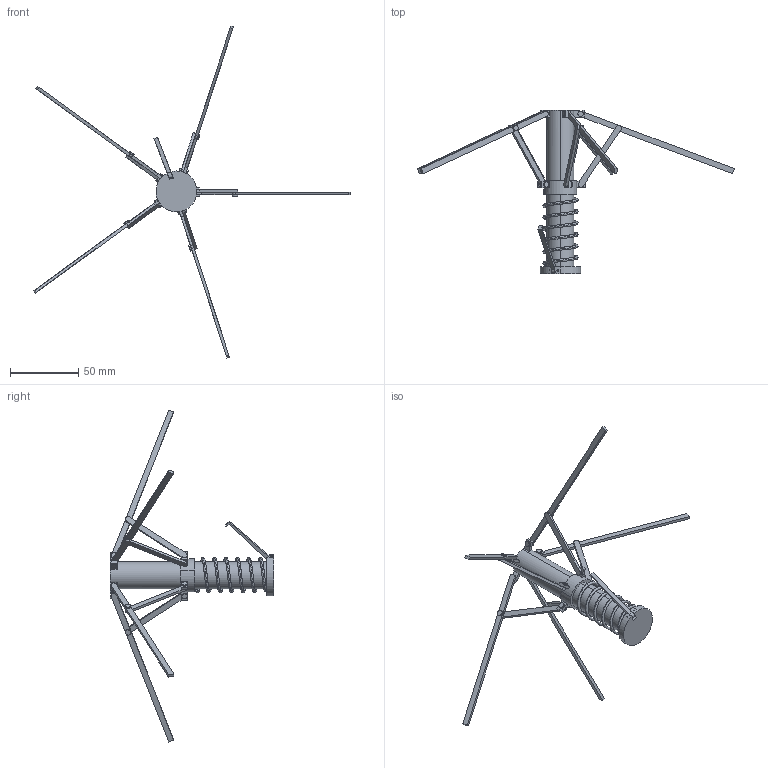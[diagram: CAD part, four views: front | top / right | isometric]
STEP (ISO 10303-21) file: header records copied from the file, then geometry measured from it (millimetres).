
FILE_DESCRIPTION (( 'STEP AP214' ), '1' );
FILE_NAME ('parasol_ass_ressort_click_V1_model.STEP', '2015-12-27T09:22:15', ( '' ), ( '' ), 'SwSTEP 2.0', 'SolidWorks 2014', '' );
FILE_SCHEMA (( 'AUTOMOTIVE_DESIGN' ));
Length unit declared in the file: millimetre
Products named in the file (7): parasol_ass_ressort_click_V1_model; parasol_ressort; parasol_base_model_V1; parasol_blocage_model; parasol_bague_model_V1; parasol_tige_40mm_model_V1; parasol_baleine_80mm_model_V1
Assembly tree (14 placements, depth 2):
  parasol_ass_ressort_click_V1_model
    parasol_base_model_V1
    parasol_baleine_80mm_model_V1  x5
    parasol_tige_40mm_model_V1  x5
    parasol_bague_model_V1
    parasol_blocage_model
    parasol_ressort
Bounding box: 232.88 x 120 x 243.94 mm (x, y, z)
Volume: 50500.1 mm3; surface area: 26408.9 mm2
Topology: 14 solids, 14 shells, 375 faces, 930 edges, 620 vertices
Faces by surface type: plane 191, cylinder 182, bspline 2
Entity records: 9186 total; most frequent: CARTESIAN_POINT 2826, DIRECTION 1354, ORIENTED_EDGE 1236, EDGE_CURVE 618, AXIS2_PLACEMENT_3D 492, VERTEX_POINT 412, VECTOR 370, LINE 370
